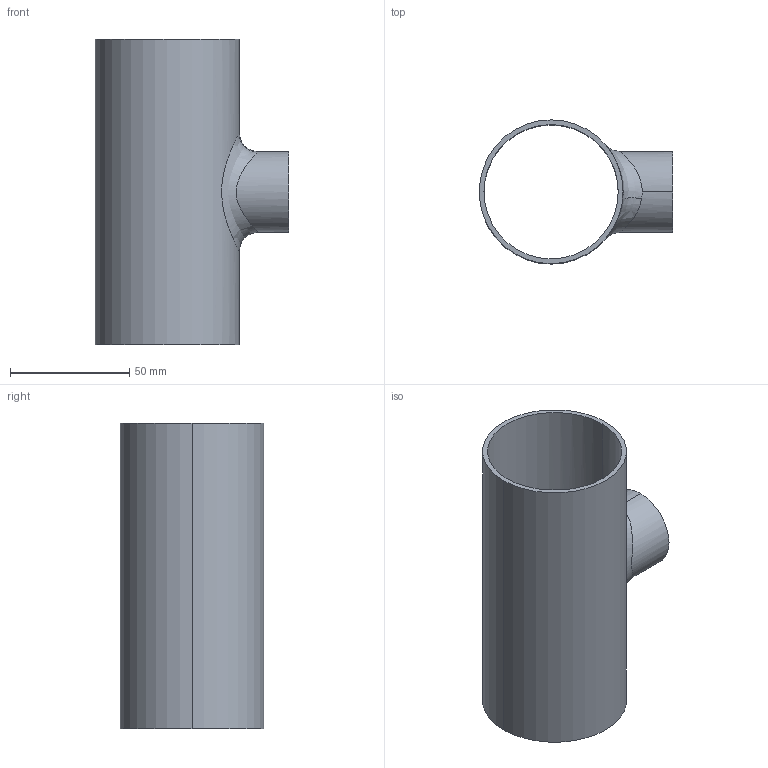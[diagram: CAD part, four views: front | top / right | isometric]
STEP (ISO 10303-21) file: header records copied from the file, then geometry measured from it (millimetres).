
FILE_DESCRIPTION (( 'STEP AP203' ), '1' );
FILE_NAME ('3D_R167_DN60-33_17340190.STEP', '2024-08-02T11:15:50', ( '' ), ( '' ), 'SwSTEP 2.0', 'SolidWorks 2024', '' );
FILE_SCHEMA (( 'CONFIG_CONTROL_DESIGN' ));
Length unit declared in the file: millimetre
Products named in the file (1): 3D_R167_DN60-33_17340190
Bounding box: 81.15 x 60.3 x 128 mm (x, y, z)
Volume: 49720.8 mm3; surface area: 50643.7 mm2
Topology: 1 solids, 1 shells, 15 faces, 42 edges, 28 vertices
Faces by surface type: cylinder 8, bspline 4, plane 3
Entity records: 1779 total; most frequent: CARTESIAN_POINT 1336, ORIENTED_EDGE 84, DIRECTION 66, EDGE_CURVE 42, VERTEX_POINT 28, AXIS2_PLACEMENT_3D 28, EDGE_LOOP 18, B_SPLINE_CURVE_WITH_KNOTS 16
